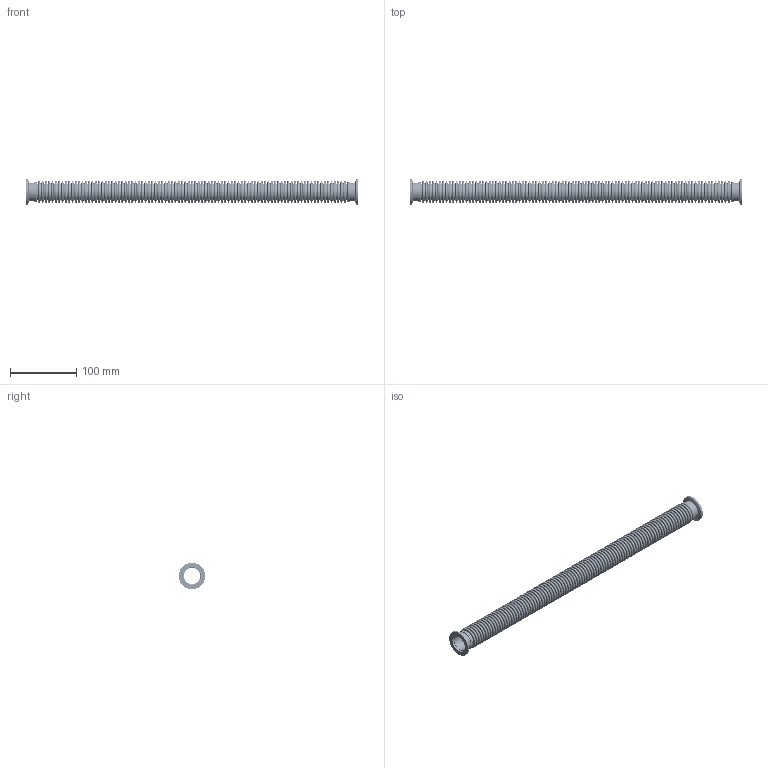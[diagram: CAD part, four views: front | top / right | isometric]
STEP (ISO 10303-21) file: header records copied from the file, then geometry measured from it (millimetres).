
FILE_DESCRIPTION (( 'STEP AP214' ), '1' );
FILE_NAME ('120SWG025-0500.stp', '2017-06-07T11:15:23', ( '' ), ( '' ), 'SwSTEP 2.0', 'SolidWorks 2015', '' );
FILE_SCHEMA (( 'AUTOMOTIVE_DESIGN' ));
Length unit declared in the file: millimetre
Products named in the file (1): 120SWG025-0500
Bounding box: 500 x 40 x 40 mm (x, y, z)
Volume: 23778.4 mm3; surface area: 193074.3 mm2
Topology: 1 solids, 1 shells, 2674 faces, 5352 edges, 3060 vertices
Faces by surface type: torus 1516, cylinder 772, plane 382, cone 4
Entity records: 99772 total; most frequent: DIRECTION 15278, CARTESIAN_POINT 11087, ORIENTED_EDGE 10704, AXIS2_PLACEMENT_3D 7251, EDGE_CURVE 5352, CIRCLE 4576, VERTEX_POINT 3060, EDGE_LOOP 3056
